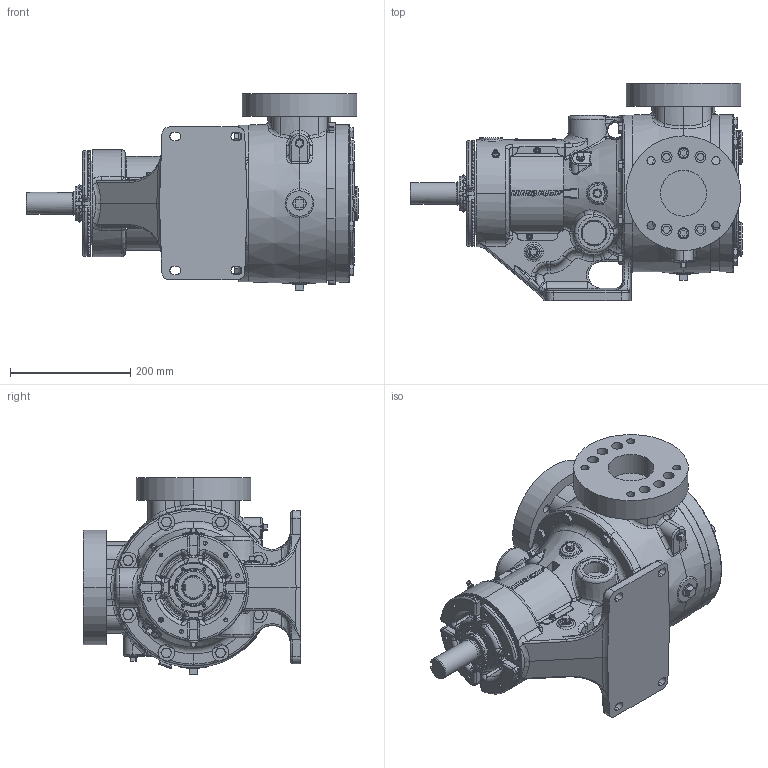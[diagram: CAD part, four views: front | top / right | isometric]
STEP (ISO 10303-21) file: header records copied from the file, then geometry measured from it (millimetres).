
FILE_DESCRIPTION (( 'STEP AP214' ), '1' );
FILE_NAME ('LV-4526.STEP', '2024-04-03T14:38:23', ( '' ), ( '' ), 'SwSTEP 2.0', 'SolidWorks 2022', '' );
FILE_SCHEMA (( 'AUTOMOTIVE_DESIGN' ));
Length unit declared in the file: inch
Products named in the file (1): LV-4526
Bounding box: 551.33 x 360.36 x 327.11 mm (x, y, z)
Volume: 18404114.3 mm3; surface area: 909486.2 mm2
Topology: 1 solids, 5 shells, 4313 faces, 11040 edges, 6919 vertices
Faces by surface type: plane 1428, bspline 1272, cylinder 851, cone 606, torus 102, sphere 54
Entity records: 245700 total; most frequent: CARTESIAN_POINT 96543, ORIENTED_EDGE 21922, DIRECTION 15490, EDGE_CURVE 10961, VERTEX_POINT 6916, AXIS2_PLACEMENT_3D 5909, EDGE_LOOP 4617, DIMENSIONAL_EXPONENTS 4316
